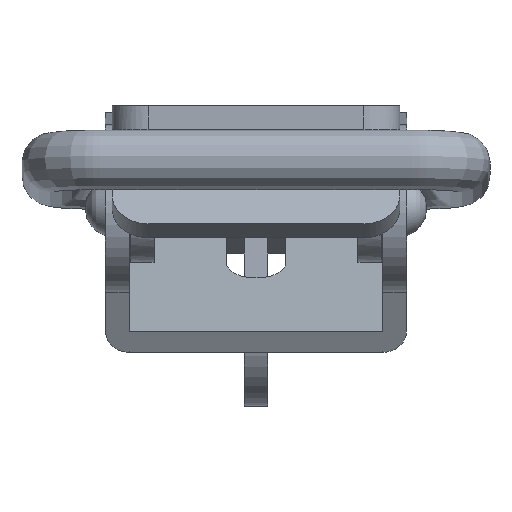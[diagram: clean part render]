
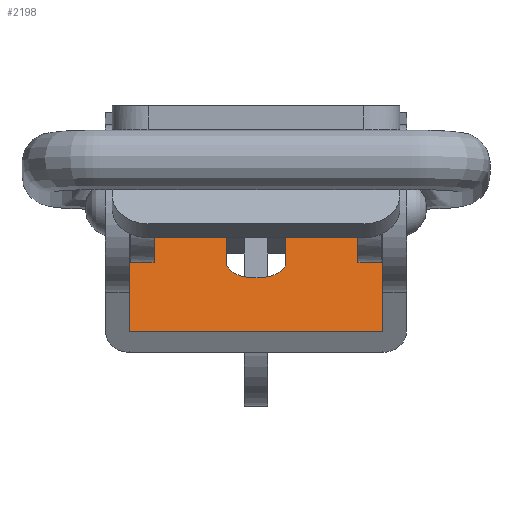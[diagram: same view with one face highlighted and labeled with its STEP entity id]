
A CAD part, top view. The second image highlights one B-rep face of the part: STEP entity #2198.
In plain terms, the highlighted free-form (B-spline) face has degree [1, 1] with [2, 2] control points.
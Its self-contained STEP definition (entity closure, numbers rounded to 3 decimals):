
#1187=CARTESIAN_POINT('',(-8.487,2.5,-29.954));
#1188=VERTEX_POINT('',#1187);
#1196=CARTESIAN_POINT('',(-8.487,-2.5,-29.954));
#1197=VERTEX_POINT('',#1196);
#1198=CARTESIAN_POINT('',(-8.487,2.5,-29.954));
#1199=CARTESIAN_POINT('',(-9.802,2.5,-27.454));
#1200=CARTESIAN_POINT('',(-9.802,0.,-27.454));
#1201=CARTESIAN_POINT('',(-9.802,-2.5,-27.454));
#1202=CARTESIAN_POINT('',(-8.487,-2.5,-29.954));
#1210=(BOUNDED_CURVE()B_SPLINE_CURVE(2,(#1198,#1199,#1200,#1201,#1202),.UNSPECIFIED.,.F.,.U.)B_SPLINE_CURVE_WITH_KNOTS((3,2,3),(0.0,0.5,1.0),.UNSPECIFIED.)CURVE()GEOMETRIC_REPRESENTATION_ITEM()RATIONAL_B_SPLINE_CURVE((1.0,0.707,1.0,0.707,1.0))REPRESENTATION_ITEM(''));
#1211=EDGE_CURVE('',#1188,#1197,#1210,.T.);
#1244=CARTESIAN_POINT('',(0.054,-2.5,-46.195));
#1245=VERTEX_POINT('',#1244);
#1246=CARTESIAN_POINT('',(-8.487,-2.5,-29.954));
#1247=CARTESIAN_POINT('',(0.054,-2.5,-46.195));
#1248=QUASI_UNIFORM_CURVE('',1,(#1246,#1247),.UNSPECIFIED.,.F.,.U.);
#1249=EDGE_CURVE('',#1197,#1245,#1248,.T.);
#1285=CARTESIAN_POINT('',(0.054,2.5,-46.195));
#1286=VERTEX_POINT('',#1285);
#1287=CARTESIAN_POINT('',(0.054,-2.5,-46.195));
#1288=CARTESIAN_POINT('',(1.369,-2.5,-48.695));
#1289=CARTESIAN_POINT('',(1.369,0.,-48.695));
#1290=CARTESIAN_POINT('',(1.369,2.5,-48.695));
#1291=CARTESIAN_POINT('',(0.054,2.5,-46.195));
#1299=(BOUNDED_CURVE()B_SPLINE_CURVE(2,(#1287,#1288,#1289,#1290,#1291),.UNSPECIFIED.,.F.,.U.)B_SPLINE_CURVE_WITH_KNOTS((3,2,3),(0.0,0.5,1.0),.UNSPECIFIED.)CURVE()GEOMETRIC_REPRESENTATION_ITEM()RATIONAL_B_SPLINE_CURVE((1.0,0.707,1.0,0.707,1.0))REPRESENTATION_ITEM(''));
#1300=EDGE_CURVE('',#1245,#1286,#1299,.T.);
#1333=CARTESIAN_POINT('',(0.054,2.5,-46.195));
#1334=CARTESIAN_POINT('',(-8.487,2.5,-29.954));
#1335=QUASI_UNIFORM_CURVE('',1,(#1333,#1334),.UNSPECIFIED.,.F.,.U.);
#1336=EDGE_CURVE('',#1286,#1188,#1335,.T.);
#2110=CARTESIAN_POINT('',(1.768,10.55,-49.455));
#2111=VERTEX_POINT('',#2110);
#2125=CARTESIAN_POINT('',(1.768,-10.55,-49.455));
#2126=VERTEX_POINT('',#2125);
#2127=CARTESIAN_POINT('',(1.768,-10.55,-49.455));
#2128=CARTESIAN_POINT('',(1.768,10.55,-49.455));
#2129=QUASI_UNIFORM_CURVE('',1,(#2127,#2128),.UNSPECIFIED.,.F.,.U.);
#2130=EDGE_CURVE('',#2126,#2111,#2129,.T.);
#2165=CARTESIAN_POINT('',(-15.048,-11.604,-17.478));
#2166=CARTESIAN_POINT('',(2.568,-11.604,-50.976));
#2167=CARTESIAN_POINT('',(-15.048,11.604,-17.478));
#2168=CARTESIAN_POINT('',(2.568,11.604,-50.976));
#2169=B_SPLINE_SURFACE_WITH_KNOTS('',1,1,((#2165,#2167),(#2166,#2168)),.UNSPECIFIED.,.F.,.F.,.U.,(2,2),(2,2),(0.0,37.847),(0.0,23.208),.UNSPECIFIED.);
#2170=CARTESIAN_POINT('',(-14.248,10.55,-19.));
#2171=VERTEX_POINT('',#2170);
#2172=CARTESIAN_POINT('',(-14.248,10.55,-19.));
#2173=CARTESIAN_POINT('',(1.768,10.55,-49.455));
#2174=QUASI_UNIFORM_CURVE('',1,(#2172,#2173),.UNSPECIFIED.,.F.,.U.);
#2175=EDGE_CURVE('',#2171,#2111,#2174,.T.);
#2176=ORIENTED_EDGE('',*,*,#2175,.F.);
#2177=CARTESIAN_POINT('',(-14.248,-10.55,-19.));
#2178=VERTEX_POINT('',#2177);
#2179=CARTESIAN_POINT('',(-14.248,-10.55,-19.));
#2180=CARTESIAN_POINT('',(-14.248,10.55,-19.));
#2181=QUASI_UNIFORM_CURVE('',1,(#2179,#2180),.UNSPECIFIED.,.F.,.U.);
#2182=EDGE_CURVE('',#2178,#2171,#2181,.T.);
#2183=ORIENTED_EDGE('',*,*,#2182,.F.);
#2184=CARTESIAN_POINT('',(-14.248,-10.55,-19.));
#2185=CARTESIAN_POINT('',(1.768,-10.55,-49.455));
#2186=QUASI_UNIFORM_CURVE('',1,(#2184,#2185),.UNSPECIFIED.,.F.,.U.);
#2187=EDGE_CURVE('',#2178,#2126,#2186,.T.);
#2188=ORIENTED_EDGE('',*,*,#2187,.T.);
#2189=ORIENTED_EDGE('',*,*,#2130,.T.);
#2190=EDGE_LOOP('',(#2176,#2183,#2188,#2189));
#2191=FACE_OUTER_BOUND('',#2190,.T.);
#2192=ORIENTED_EDGE('',*,*,#1336,.F.);
#2193=ORIENTED_EDGE('',*,*,#1300,.F.);
#2194=ORIENTED_EDGE('',*,*,#1249,.F.);
#2195=ORIENTED_EDGE('',*,*,#1211,.F.);
#2196=EDGE_LOOP('',(#2192,#2193,#2194,#2195));
#2197=FACE_BOUND('',#2196,.T.);
#2198=ADVANCED_FACE('',(#2191,#2197),#2169,.T.);
